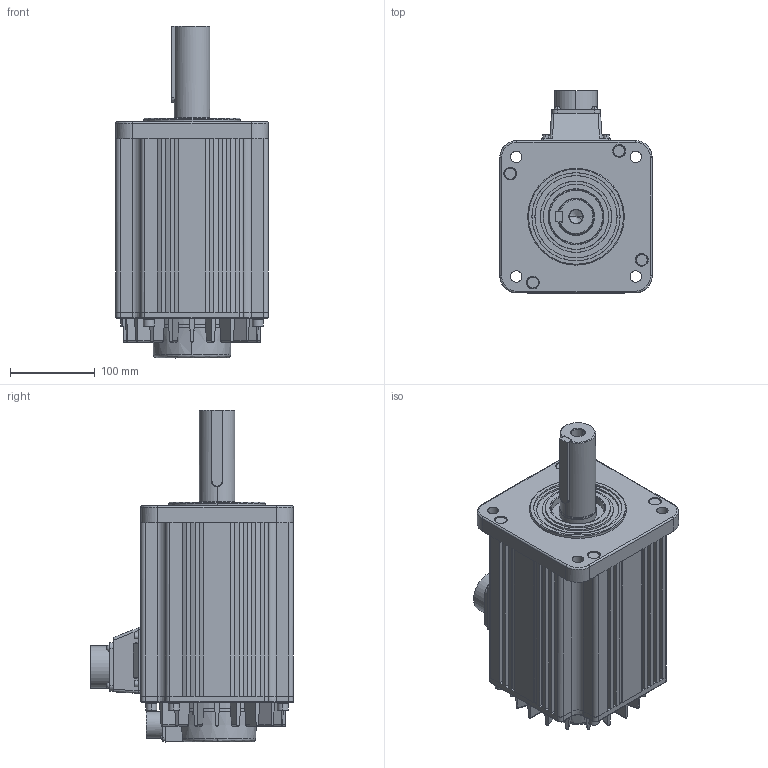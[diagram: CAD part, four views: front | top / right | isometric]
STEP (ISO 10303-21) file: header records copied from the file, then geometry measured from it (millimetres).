
FILE_DESCRIPTION (( 'STEP AP214' ), '1' );
FILE_NAME ('SV2H-255N.STEP', '2024-12-11T12:58:58', ( '' ), ( '' ), 'SwSTEP 2.0', 'SolidWorks 2021', '' );
FILE_SCHEMA (( 'AUTOMOTIVE_DESIGN' ));
Length unit declared in the file: millimetre
Products named in the file (1): SV2H-255N
Bounding box: 180 x 239.2 x 392.4 mm (x, y, z)
Volume: 7436961.3 mm3; surface area: 373790.4 mm2
Topology: 2 solids, 2 shells, 622 faces, 1476 edges, 928 vertices
Faces by surface type: plane 324, cylinder 218, cone 41, bspline 23, torus 16
Entity records: 24153 total; most frequent: CARTESIAN_POINT 10238, ORIENTED_EDGE 2948, DIRECTION 2714, EDGE_CURVE 1474, AXIS2_PLACEMENT_3D 939, VERTEX_POINT 928, VECTOR 836, LINE 836
